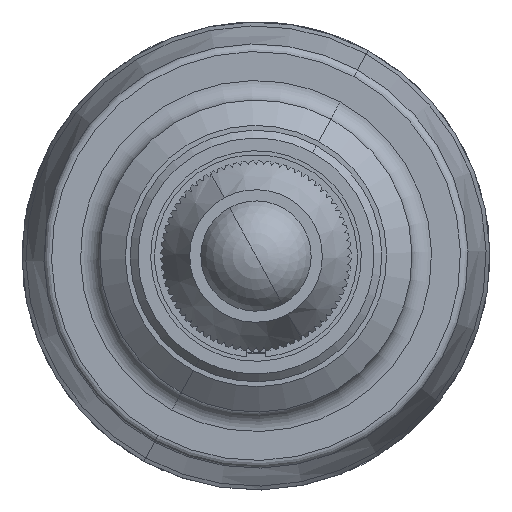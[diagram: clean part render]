
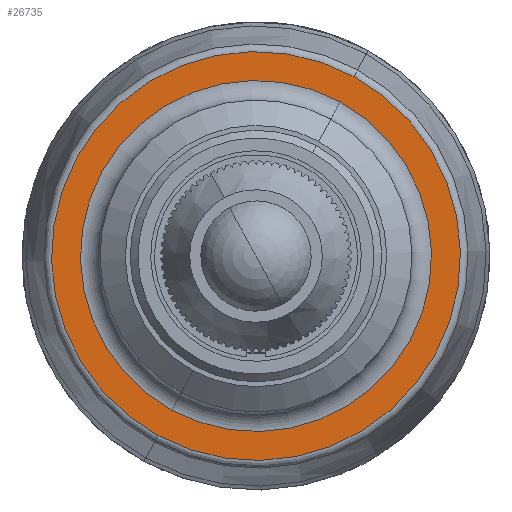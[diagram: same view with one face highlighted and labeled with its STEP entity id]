
A CAD part, front view. The second image highlights one B-rep face of the part: STEP entity #26735.
In plain terms, the highlighted planar face has unit normal (0, -1, 0).
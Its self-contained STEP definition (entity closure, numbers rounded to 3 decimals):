
#347=AXIS2_PLACEMENT_3D('Circle Axis2P3D',#345,#346,$) ;
#378=AXIS2_PLACEMENT_3D('Circle Axis2P3D',#376,#377,$) ;
#13779=AXIS2_PLACEMENT_3D('Circle Axis2P3D',#13777,#13778,$) ;
#13826=AXIS2_PLACEMENT_3D('Circle Axis2P3D',#13824,#13825,$) ;
#26725=AXIS2_PLACEMENT_3D('Plane Axis2P3D',#26722,#26723,#26724) ;
#342=CARTESIAN_POINT('Vertex',(-2.513,43.,-4.6)) ;
#345=CARTESIAN_POINT('Axis2P3D Location',(0.,43.,0.)) ;
#349=CARTESIAN_POINT('Vertex',(2.513,43.,4.6)) ;
#376=CARTESIAN_POINT('Axis2P3D Location',(0.,43.,0.)) ;
#13777=CARTESIAN_POINT('Axis2P3D Location',(0.,43.,0.)) ;
#13781=CARTESIAN_POINT('Vertex',(2.157,43.,3.949)) ;
#13783=CARTESIAN_POINT('Vertex',(-2.157,43.,-3.949)) ;
#13824=CARTESIAN_POINT('Axis2P3D Location',(0.,43.,0.)) ;
#26722=CARTESIAN_POINT('Axis2P3D Location',(0.,43.,5.405)) ;
#346=DIRECTION('Axis2P3D Direction',(-0.,1.,0.)) ;
#377=DIRECTION('Axis2P3D Direction',(0.,1.,-0.)) ;
#13778=DIRECTION('Axis2P3D Direction',(-0.,1.,0.)) ;
#13825=DIRECTION('Axis2P3D Direction',(0.,1.,-0.)) ;
#26723=DIRECTION('Axis2P3D Direction',(-0.,1.,0.)) ;
#26724=DIRECTION('Axis2P3D XDirection',(1.,0.,0.)) ;
#26728=ORIENTED_EDGE('',*,*,#351,.F.) ;
#26729=ORIENTED_EDGE('',*,*,#380,.F.) ;
#26732=ORIENTED_EDGE('',*,*,#13828,.F.) ;
#26733=ORIENTED_EDGE('',*,*,#13785,.F.) ;
#26734=FACE_BOUND('',#26731,.T.) ;
#26735=ADVANCED_FACE('\X2\FF8AFF9FFF70FF82\X0\ \X2\FF8EFF9EFF83FF9EFF68FF70\X0\',(#26730,#26734),#26726,.F.) ;
#348=CIRCLE('generated circle',#347,5.242) ;
#379=CIRCLE('generated circle',#378,5.242) ;
#13780=CIRCLE('generated circle',#13779,4.5) ;
#13827=CIRCLE('generated circle',#13826,4.5) ;
#351=EDGE_CURVE('',#343,#350,#348,.T.) ;
#380=EDGE_CURVE('',#350,#343,#379,.T.) ;
#13785=EDGE_CURVE('',#13782,#13784,#13780,.F.) ;
#13828=EDGE_CURVE('',#13784,#13782,#13827,.F.) ;
#26727=EDGE_LOOP('',(#26728,#26729)) ;
#26731=EDGE_LOOP('',(#26732,#26733)) ;
#26730=FACE_OUTER_BOUND('',#26727,.T.) ;
#26726=PLANE('Plane',#26725) ;
#343=VERTEX_POINT('',#342) ;
#350=VERTEX_POINT('',#349) ;
#13782=VERTEX_POINT('',#13781) ;
#13784=VERTEX_POINT('',#13783) ;
